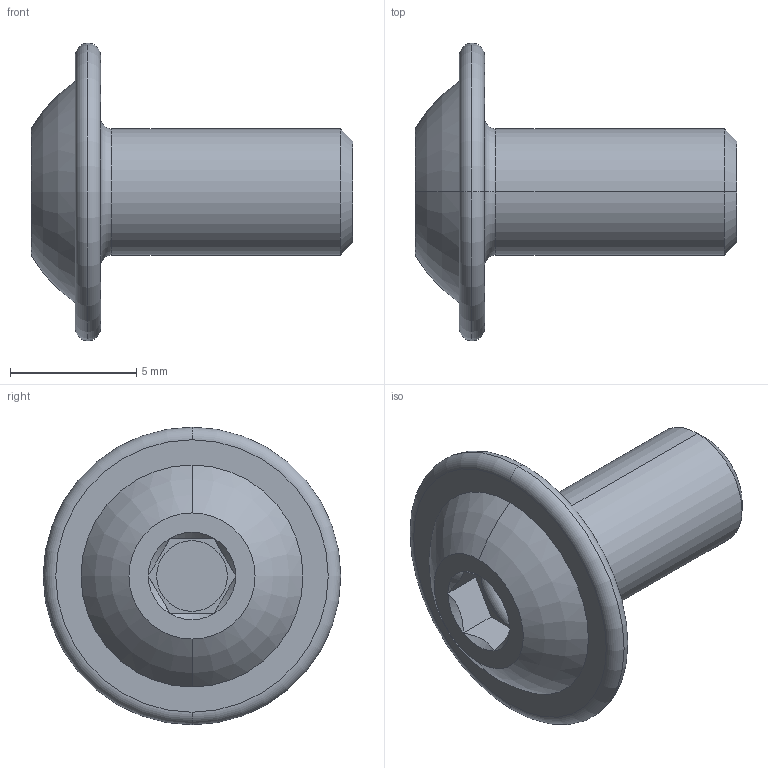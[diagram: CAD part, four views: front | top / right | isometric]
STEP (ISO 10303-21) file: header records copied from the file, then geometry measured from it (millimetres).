
FILE_DESCRIPTION(('HOOPS Exchange Step'),'2;1');
FILE_NAME('export-C3E3C63B-83F9-4232-B9C4-3380B676AB74.stp','2022-01-07T10:24:27+01:00',('User'),('Alibre'),'HOOPS Exchange 2021.0','Alibre','Unknown authorisation');
FILE_SCHEMA( ('AP242_MANAGED_MODEL_BASED_3D_ENGINEERING_MIM_LF {1 0 10303 442 1 1 4 }') );
Length unit declared in the file: millimetre
Products named in the file (1): 1355 M5x10 Bolt ISO 7380-2 with Flange
Bounding box: 12.75 x 11.8 x 11.8 mm (x, y, z)
Surface area: 414.5 mm2 (no closed solid volume)
Topology: 0 solids, 23 shells, 29 faces, 92 edges, 80 vertices
Faces by surface type: plane 11, torus 8, cone 8, cylinder 2
Entity records: 1155 total; most frequent: CARTESIAN_POINT 230, DIRECTION 192, ORIENTED_EDGE 104, EDGE_CURVE 92, AXIS2_PLACEMENT_3D 82, VERTEX_POINT 80, CIRCLE 51, STYLED_ITEM 46
